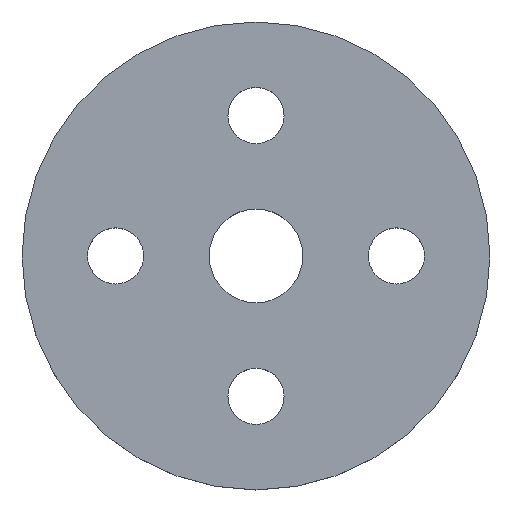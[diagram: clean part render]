
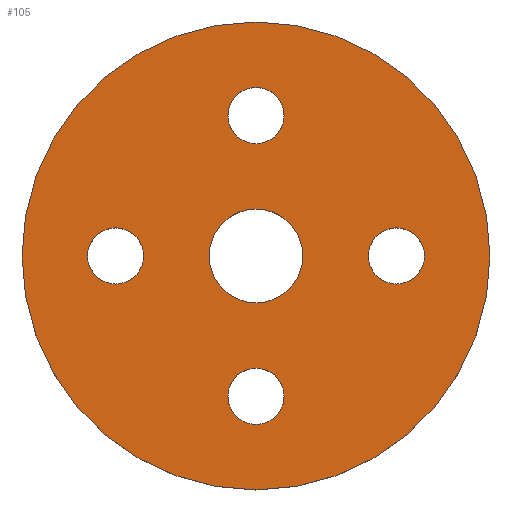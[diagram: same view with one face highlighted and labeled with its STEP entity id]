
A CAD part, top view. The second image highlights one B-rep face of the part: STEP entity #105.
In plain terms, the highlighted planar face has unit normal (0, 0, 1).
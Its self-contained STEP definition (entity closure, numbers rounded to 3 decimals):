
#21 = EDGE_CURVE('',#22,#22,#24,.T.);
#22 = VERTEX_POINT('',#23);
#23 = CARTESIAN_POINT('',(48.996,0.,
    9.799));
#24 = SURFACE_CURVE('',#25,(#30,#42),.PCURVE_S1.);
#25 = CIRCLE('',#26,48.996);
#26 = AXIS2_PLACEMENT_3D('',#27,#28,#29);
#27 = CARTESIAN_POINT('',(0.,0.,9.799));
#28 = DIRECTION('',(0.,0.,1.));
#29 = DIRECTION('',(1.,0.,-0.));
#30 = PCURVE('',#31,#36);
#31 = CYLINDRICAL_SURFACE('',#32,48.996);
#32 = AXIS2_PLACEMENT_3D('',#33,#34,#35);
#33 = CARTESIAN_POINT('',(0.,0.,0.));
#34 = DIRECTION('',(0.,0.,1.));
#35 = DIRECTION('',(1.,0.,-0.));
#36 = DEFINITIONAL_REPRESENTATION('',(#37),#41);
#37 = LINE('',#38,#39);
#38 = CARTESIAN_POINT('',(0.,9.799));
#39 = VECTOR('',#40,1.);
#40 = DIRECTION('',(1.,0.));
#41 = ( GEOMETRIC_REPRESENTATION_CONTEXT(2) 
PARAMETRIC_REPRESENTATION_CONTEXT() REPRESENTATION_CONTEXT('2D SPACE',''
  ) );
#42 = PCURVE('',#43,#48);
#43 = PLANE('',#44);
#44 = AXIS2_PLACEMENT_3D('',#45,#46,#47);
#45 = CARTESIAN_POINT('',(0.,0.,9.799));
#46 = DIRECTION('',(0.,0.,1.));
#47 = DIRECTION('',(1.,0.,-0.));
#48 = DEFINITIONAL_REPRESENTATION('',(#49),#53);
#49 = CIRCLE('',#50,48.996);
#50 = AXIS2_PLACEMENT_2D('',#51,#52);
#51 = CARTESIAN_POINT('',(0.,0.));
#52 = DIRECTION('',(1.,0.));
#53 = ( GEOMETRIC_REPRESENTATION_CONTEXT(2) 
PARAMETRIC_REPRESENTATION_CONTEXT() REPRESENTATION_CONTEXT('2D SPACE',''
  ) );
#105 = ADVANCED_FACE('',(#106,#109,#140,#171,#202,#233),#43,.T.);
#106 = FACE_BOUND('',#107,.T.);
#107 = EDGE_LOOP('',(#108));
#108 = ORIENTED_EDGE('',*,*,#21,.T.);
#109 = FACE_BOUND('',#110,.T.);
#110 = EDGE_LOOP('',(#111));
#111 = ORIENTED_EDGE('',*,*,#112,.F.);
#112 = EDGE_CURVE('',#113,#113,#115,.T.);
#113 = VERTEX_POINT('',#114);
#114 = CARTESIAN_POINT('',(5.88,-29.398,9.799
    ));
#115 = SURFACE_CURVE('',#116,(#121,#128),.PCURVE_S1.);
#116 = CIRCLE('',#117,5.88);
#117 = AXIS2_PLACEMENT_3D('',#118,#119,#120);
#118 = CARTESIAN_POINT('',(0.,-29.398,
    9.799));
#119 = DIRECTION('',(0.,0.,1.));
#120 = DIRECTION('',(1.,0.,-0.));
#121 = PCURVE('',#43,#122);
#122 = DEFINITIONAL_REPRESENTATION('',(#123),#127);
#123 = CIRCLE('',#124,5.88);
#124 = AXIS2_PLACEMENT_2D('',#125,#126);
#125 = CARTESIAN_POINT('',(0.,-29.398));
#126 = DIRECTION('',(1.,0.));
#127 = ( GEOMETRIC_REPRESENTATION_CONTEXT(2) 
PARAMETRIC_REPRESENTATION_CONTEXT() REPRESENTATION_CONTEXT('2D SPACE',''
  ) );
#128 = PCURVE('',#129,#134);
#129 = CYLINDRICAL_SURFACE('',#130,5.88);
#130 = AXIS2_PLACEMENT_3D('',#131,#132,#133);
#131 = CARTESIAN_POINT('',(0.,-29.398,
    -2.45));
#132 = DIRECTION('',(0.,0.,1.));
#133 = DIRECTION('',(1.,0.,-0.));
#134 = DEFINITIONAL_REPRESENTATION('',(#135),#139);
#135 = LINE('',#136,#137);
#136 = CARTESIAN_POINT('',(0.,12.249));
#137 = VECTOR('',#138,1.);
#138 = DIRECTION('',(1.,0.));
#139 = ( GEOMETRIC_REPRESENTATION_CONTEXT(2) 
PARAMETRIC_REPRESENTATION_CONTEXT() REPRESENTATION_CONTEXT('2D SPACE',''
  ) );
#140 = FACE_BOUND('',#141,.T.);
#141 = EDGE_LOOP('',(#142));
#142 = ORIENTED_EDGE('',*,*,#143,.F.);
#143 = EDGE_CURVE('',#144,#144,#146,.T.);
#144 = VERTEX_POINT('',#145);
#145 = CARTESIAN_POINT('',(-23.518,0.,
    9.799));
#146 = SURFACE_CURVE('',#147,(#152,#159),.PCURVE_S1.);
#147 = CIRCLE('',#148,5.88);
#148 = AXIS2_PLACEMENT_3D('',#149,#150,#151);
#149 = CARTESIAN_POINT('',(-29.398,0.,
    9.799));
#150 = DIRECTION('',(0.,0.,1.));
#151 = DIRECTION('',(1.,0.,-0.));
#152 = PCURVE('',#43,#153);
#153 = DEFINITIONAL_REPRESENTATION('',(#154),#158);
#154 = CIRCLE('',#155,5.88);
#155 = AXIS2_PLACEMENT_2D('',#156,#157);
#156 = CARTESIAN_POINT('',(-29.398,0.));
#157 = DIRECTION('',(1.,0.));
#158 = ( GEOMETRIC_REPRESENTATION_CONTEXT(2) 
PARAMETRIC_REPRESENTATION_CONTEXT() REPRESENTATION_CONTEXT('2D SPACE',''
  ) );
#159 = PCURVE('',#160,#165);
#160 = CYLINDRICAL_SURFACE('',#161,5.88);
#161 = AXIS2_PLACEMENT_3D('',#162,#163,#164);
#162 = CARTESIAN_POINT('',(-29.398,0.,
    -2.45));
#163 = DIRECTION('',(0.,0.,1.));
#164 = DIRECTION('',(1.,0.,-0.));
#165 = DEFINITIONAL_REPRESENTATION('',(#166),#170);
#166 = LINE('',#167,#168);
#167 = CARTESIAN_POINT('',(0.,12.249));
#168 = VECTOR('',#169,1.);
#169 = DIRECTION('',(1.,0.));
#170 = ( GEOMETRIC_REPRESENTATION_CONTEXT(2) 
PARAMETRIC_REPRESENTATION_CONTEXT() REPRESENTATION_CONTEXT('2D SPACE',''
  ) );
#171 = FACE_BOUND('',#172,.T.);
#172 = EDGE_LOOP('',(#173));
#173 = ORIENTED_EDGE('',*,*,#174,.F.);
#174 = EDGE_CURVE('',#175,#175,#177,.T.);
#175 = VERTEX_POINT('',#176);
#176 = CARTESIAN_POINT('',(9.799,0.,
    9.799));
#177 = SURFACE_CURVE('',#178,(#183,#190),.PCURVE_S1.);
#178 = CIRCLE('',#179,9.799);
#179 = AXIS2_PLACEMENT_3D('',#180,#181,#182);
#180 = CARTESIAN_POINT('',(0.,0.,9.799));
#181 = DIRECTION('',(0.,0.,1.));
#182 = DIRECTION('',(1.,0.,-0.));
#183 = PCURVE('',#43,#184);
#184 = DEFINITIONAL_REPRESENTATION('',(#185),#189);
#185 = CIRCLE('',#186,9.799);
#186 = AXIS2_PLACEMENT_2D('',#187,#188);
#187 = CARTESIAN_POINT('',(0.,0.));
#188 = DIRECTION('',(1.,0.));
#189 = ( GEOMETRIC_REPRESENTATION_CONTEXT(2) 
PARAMETRIC_REPRESENTATION_CONTEXT() REPRESENTATION_CONTEXT('2D SPACE',''
  ) );
#190 = PCURVE('',#191,#196);
#191 = CYLINDRICAL_SURFACE('',#192,9.799);
#192 = AXIS2_PLACEMENT_3D('',#193,#194,#195);
#193 = CARTESIAN_POINT('',(0.,0.,0.));
#194 = DIRECTION('',(0.,0.,1.));
#195 = DIRECTION('',(1.,0.,-0.));
#196 = DEFINITIONAL_REPRESENTATION('',(#197),#201);
#197 = LINE('',#198,#199);
#198 = CARTESIAN_POINT('',(0.,9.799));
#199 = VECTOR('',#200,1.);
#200 = DIRECTION('',(1.,0.));
#201 = ( GEOMETRIC_REPRESENTATION_CONTEXT(2) 
PARAMETRIC_REPRESENTATION_CONTEXT() REPRESENTATION_CONTEXT('2D SPACE',''
  ) );
#202 = FACE_BOUND('',#203,.T.);
#203 = EDGE_LOOP('',(#204));
#204 = ORIENTED_EDGE('',*,*,#205,.F.);
#205 = EDGE_CURVE('',#206,#206,#208,.T.);
#206 = VERTEX_POINT('',#207);
#207 = CARTESIAN_POINT('',(35.277,0.,
    9.799));
#208 = SURFACE_CURVE('',#209,(#214,#221),.PCURVE_S1.);
#209 = CIRCLE('',#210,5.88);
#210 = AXIS2_PLACEMENT_3D('',#211,#212,#213);
#211 = CARTESIAN_POINT('',(29.398,0.,9.799));
#212 = DIRECTION('',(0.,0.,1.));
#213 = DIRECTION('',(1.,0.,-0.));
#214 = PCURVE('',#43,#215);
#215 = DEFINITIONAL_REPRESENTATION('',(#216),#220);
#216 = CIRCLE('',#217,5.88);
#217 = AXIS2_PLACEMENT_2D('',#218,#219);
#218 = CARTESIAN_POINT('',(29.398,0.));
#219 = DIRECTION('',(1.,0.));
#220 = ( GEOMETRIC_REPRESENTATION_CONTEXT(2) 
PARAMETRIC_REPRESENTATION_CONTEXT() REPRESENTATION_CONTEXT('2D SPACE',''
  ) );
#221 = PCURVE('',#222,#227);
#222 = CYLINDRICAL_SURFACE('',#223,5.88);
#223 = AXIS2_PLACEMENT_3D('',#224,#225,#226);
#224 = CARTESIAN_POINT('',(29.398,0.,-2.45));
#225 = DIRECTION('',(0.,0.,1.));
#226 = DIRECTION('',(1.,0.,-0.));
#227 = DEFINITIONAL_REPRESENTATION('',(#228),#232);
#228 = LINE('',#229,#230);
#229 = CARTESIAN_POINT('',(0.,12.249));
#230 = VECTOR('',#231,1.);
#231 = DIRECTION('',(1.,0.));
#232 = ( GEOMETRIC_REPRESENTATION_CONTEXT(2) 
PARAMETRIC_REPRESENTATION_CONTEXT() REPRESENTATION_CONTEXT('2D SPACE',''
  ) );
#233 = FACE_BOUND('',#234,.T.);
#234 = EDGE_LOOP('',(#235));
#235 = ORIENTED_EDGE('',*,*,#236,.F.);
#236 = EDGE_CURVE('',#237,#237,#239,.T.);
#237 = VERTEX_POINT('',#238);
#238 = CARTESIAN_POINT('',(5.88,29.398,9.799
    ));
#239 = SURFACE_CURVE('',#240,(#245,#252),.PCURVE_S1.);
#240 = CIRCLE('',#241,5.88);
#241 = AXIS2_PLACEMENT_3D('',#242,#243,#244);
#242 = CARTESIAN_POINT('',(0.,29.398,
    9.799));
#243 = DIRECTION('',(0.,0.,1.));
#244 = DIRECTION('',(1.,0.,-0.));
#245 = PCURVE('',#43,#246);
#246 = DEFINITIONAL_REPRESENTATION('',(#247),#251);
#247 = CIRCLE('',#248,5.88);
#248 = AXIS2_PLACEMENT_2D('',#249,#250);
#249 = CARTESIAN_POINT('',(0.,29.398));
#250 = DIRECTION('',(1.,0.));
#251 = ( GEOMETRIC_REPRESENTATION_CONTEXT(2) 
PARAMETRIC_REPRESENTATION_CONTEXT() REPRESENTATION_CONTEXT('2D SPACE',''
  ) );
#252 = PCURVE('',#253,#258);
#253 = CYLINDRICAL_SURFACE('',#254,5.88);
#254 = AXIS2_PLACEMENT_3D('',#255,#256,#257);
#255 = CARTESIAN_POINT('',(0.,29.398,
    -2.45));
#256 = DIRECTION('',(0.,0.,1.));
#257 = DIRECTION('',(1.,0.,-0.));
#258 = DEFINITIONAL_REPRESENTATION('',(#259),#263);
#259 = LINE('',#260,#261);
#260 = CARTESIAN_POINT('',(0.,12.249));
#261 = VECTOR('',#262,1.);
#262 = DIRECTION('',(1.,0.));
#263 = ( GEOMETRIC_REPRESENTATION_CONTEXT(2) 
PARAMETRIC_REPRESENTATION_CONTEXT() REPRESENTATION_CONTEXT('2D SPACE',''
  ) );
